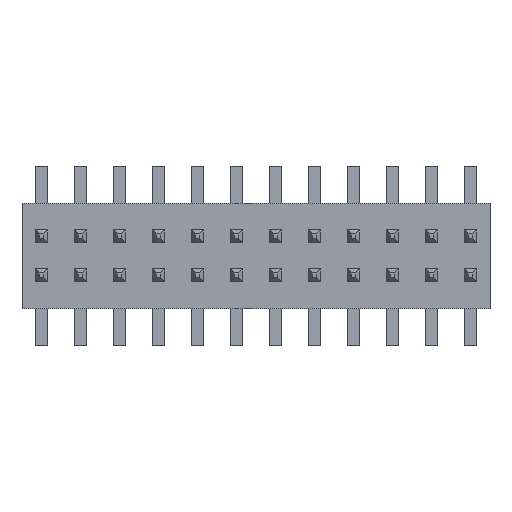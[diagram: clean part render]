
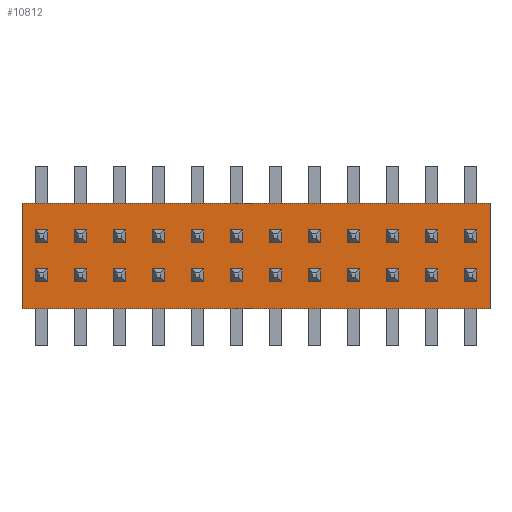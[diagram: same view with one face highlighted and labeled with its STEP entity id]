
A CAD part, top view. The second image highlights one B-rep face of the part: STEP entity #10812.
In plain terms, the highlighted face is planar.
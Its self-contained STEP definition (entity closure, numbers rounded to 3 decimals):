
#10680 = EDGE_CURVE('',#10681,#10683,#10685,.T.);
#10681 = VERTEX_POINT('',#10682);
#10682 = CARTESIAN_POINT('',(-7.62,1.753,-1.715));
#10683 = VERTEX_POINT('',#10684);
#10684 = CARTESIAN_POINT('',(-7.62,1.753,1.715));
#10685 = LINE('',#10686,#10687);
#10686 = CARTESIAN_POINT('',(-7.62,1.753,-1.715));
#10687 = VECTOR('',#10688,1.);
#10688 = DIRECTION('',(0.,0.,1.));
#10720 = EDGE_CURVE('',#10683,#10721,#10723,.T.);
#10721 = VERTEX_POINT('',#10722);
#10722 = CARTESIAN_POINT('',(7.62,1.753,1.715));
#10723 = LINE('',#10724,#10725);
#10724 = CARTESIAN_POINT('',(-7.62,1.753,1.715));
#10725 = VECTOR('',#10726,1.);
#10726 = DIRECTION('',(1.,0.,0.));
#10751 = EDGE_CURVE('',#10721,#10752,#10754,.T.);
#10752 = VERTEX_POINT('',#10753);
#10753 = CARTESIAN_POINT('',(7.62,1.753,-1.715));
#10754 = LINE('',#10755,#10756);
#10755 = CARTESIAN_POINT('',(7.62,1.753,1.715));
#10756 = VECTOR('',#10757,1.);
#10757 = DIRECTION('',(0.,0.,-1.));
#10782 = EDGE_CURVE('',#10752,#10681,#10783,.T.);
#10783 = LINE('',#10784,#10785);
#10784 = CARTESIAN_POINT('',(7.62,1.753,-1.715));
#10785 = VECTOR('',#10786,1.);
#10786 = DIRECTION('',(-1.,0.,0.));
#10812 = ADVANCED_FACE('',(#10813),#10819,.T.);
#10813 = FACE_BOUND('',#10814,.T.);
#10814 = EDGE_LOOP('',(#10815,#10816,#10817,#10818));
#10815 = ORIENTED_EDGE('',*,*,#10680,.T.);
#10816 = ORIENTED_EDGE('',*,*,#10720,.T.);
#10817 = ORIENTED_EDGE('',*,*,#10751,.T.);
#10818 = ORIENTED_EDGE('',*,*,#10782,.T.);
#10819 = PLANE('',#10820);
#10820 = AXIS2_PLACEMENT_3D('',#10821,#10822,#10823);
#10821 = CARTESIAN_POINT('',(0.,1.753,0.));
#10822 = DIRECTION('',(0.,1.,0.));
#10823 = DIRECTION('',(0.,-0.,1.));
